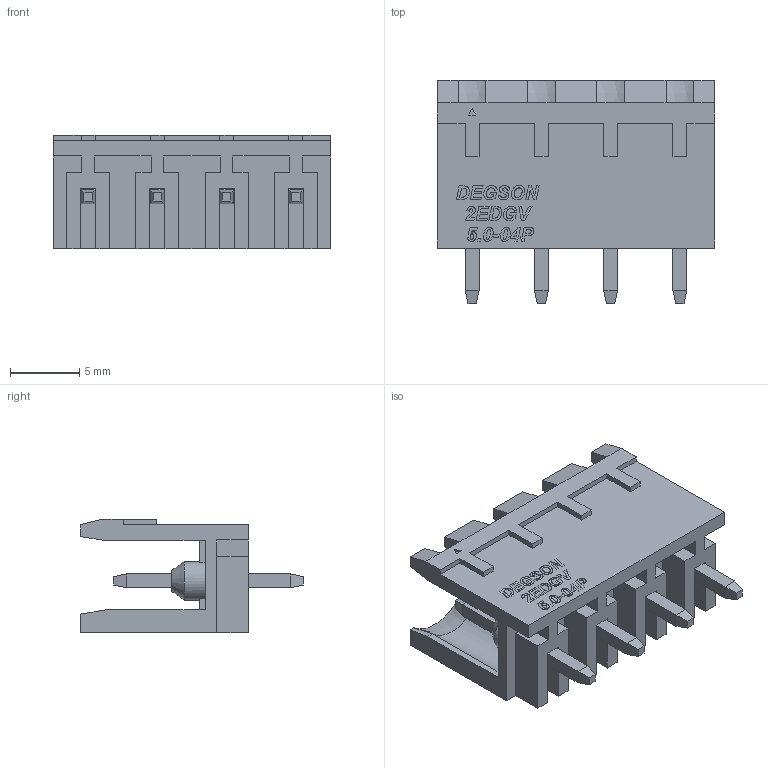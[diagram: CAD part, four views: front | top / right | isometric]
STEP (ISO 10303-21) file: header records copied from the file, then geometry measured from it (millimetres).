
FILE_DESCRIPTION (( 'STEP AP214' ), '1' );
FILE_NAME ('2EDGV-5.0-04P-14-00AH.STEP', '2021-02-13T20:52:09', ( '' ), ( '' ), 'SwSTEP 2.0', 'SolidWorks 2020', '' );
FILE_SCHEMA (( 'AUTOMOTIVE_DESIGN' ));
Length unit declared in the file: millimetre
Products named in the file (1): 2EDGV-5.0-04P-14-00AH
Bounding box: 20 x 16.1 x 8.2 mm (x, y, z)
Volume: 807.5 mm3; surface area: 1715 mm2
Topology: 1 solids, 1 shells, 499 faces, 1333 edges, 870 vertices
Faces by surface type: plane 364, bspline 111, cone 12, cylinder 12
Entity records: 24506 total; most frequent: CARTESIAN_POINT 9326, ORIENTED_EDGE 2666, DIRECTION 1941, EDGE_CURVE 1333, LINE 1043, VECTOR 1043, VERTEX_POINT 870, EDGE_LOOP 533
